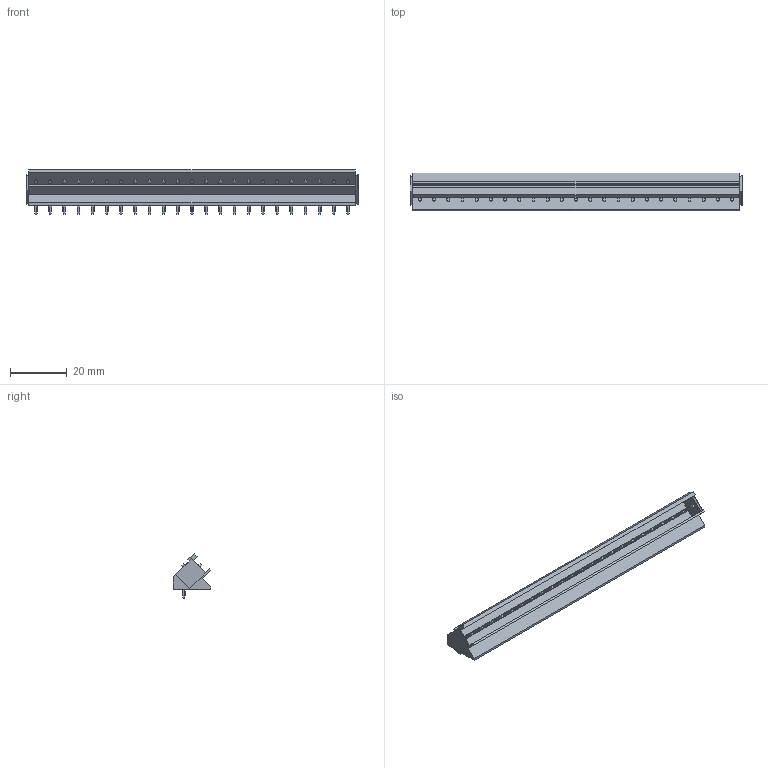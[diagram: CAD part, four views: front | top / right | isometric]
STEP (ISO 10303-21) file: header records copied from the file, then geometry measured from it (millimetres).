
FILE_DESCRIPTION(('CATIA V5 STEP Exchange','CAx-IF Rec.Pracs.--- Model Styling and Organization---1.2---2011-12-15'),'2;1');
FILE_NAME ('D1453888_0_1630690000_1630690000.stp','2018-10-12T09:43:58+00:00',('none'),('Weidmueller'),'CATIA Version 5-6 Release 2014','CATIA V5 STEP AP214','none');
FILE_SCHEMA(('AUTOMOTIVE_DESIGN { 1 0 10303 214 1 1 1 1 }'));
Length unit declared in the file: millimetre
Products named in the file (1): 1630690000
Bounding box: 117 x 13.3 x 15.63 mm (x, y, z)
Volume: 6961.9 mm3; surface area: 9325.5 mm2
Topology: 24 solids, 24 shells, 916 faces, 2416 edges, 1548 vertices
Faces by surface type: plane 546, cylinder 370
Entity records: 32941 total; most frequent: CARTESIAN_POINT 12660, ORIENTED_EDGE 4832, DIRECTION 3062, EDGE_CURVE 2416, VECTOR 1676, LINE 1676, VERTEX_POINT 1548, EDGE_LOOP 962
